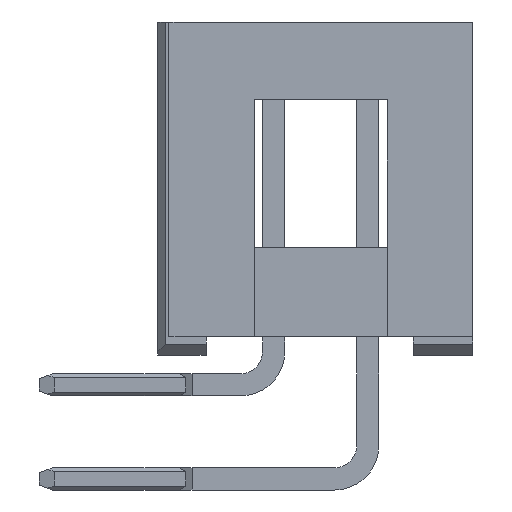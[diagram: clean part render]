
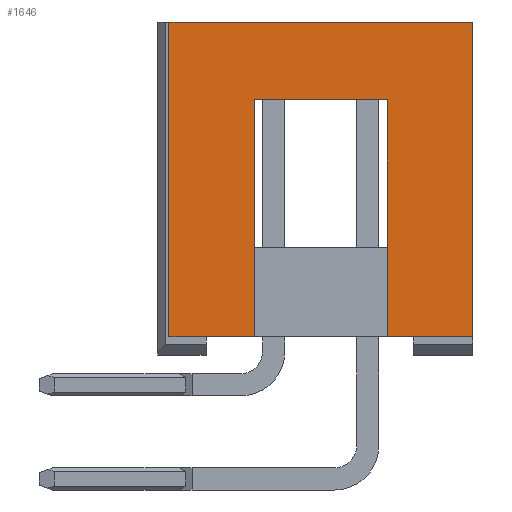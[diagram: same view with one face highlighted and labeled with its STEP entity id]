
A CAD part, left-side view. The second image highlights one B-rep face of the part: STEP entity #1646.
In plain terms, the highlighted planar face has unit normal (-1, 0, 0).
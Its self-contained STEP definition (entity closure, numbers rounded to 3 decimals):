
#65=CARTESIAN_POINT('',(-16.35,4.1,-2.4));
#66=VERTEX_POINT('',#65);
#67=CARTESIAN_POINT('',(-16.35,4.1,6.1));
#68=VERTEX_POINT('',#67);
#69=CARTESIAN_POINT('',(-16.35,4.1,-2.4));
#70=DIRECTION('',(0.,0.,1.));
#71=VECTOR('',#70,8.5);
#72=LINE('',#69,#71);
#73=EDGE_CURVE('',#66,#68,#72,.T.);
#1584=CARTESIAN_POINT('',(-16.35,0.,1.85));
#1585=DIRECTION('',(0.,-1.,0.));
#1586=DIRECTION('',(-1.,0.,0.));
#1587=AXIS2_PLACEMENT_3D('',#1584,#1586,#1585);
#1588=PLANE('',#1587);
#1589=ORIENTED_EDGE('',*,*,#73,.F.);
#1590=CARTESIAN_POINT('',(-16.35,1.8,-2.4));
#1591=VERTEX_POINT('',#1590);
#1592=CARTESIAN_POINT('',(-16.35,4.1,-2.4));
#1593=DIRECTION('',(0.,-1.,0.));
#1594=VECTOR('',#1593,2.3);
#1595=LINE('',#1592,#1594);
#1596=EDGE_CURVE('',#66,#1591,#1595,.T.);
#1597=ORIENTED_EDGE('',*,*,#1596,.T.);
#1598=CARTESIAN_POINT('',(-16.35,1.8,4.));
#1599=VERTEX_POINT('',#1598);
#1600=CARTESIAN_POINT('',(-16.35,1.8,-2.4));
#1601=DIRECTION('',(0.,0.,1.));
#1602=VECTOR('',#1601,6.4);
#1603=LINE('',#1600,#1602);
#1604=EDGE_CURVE('',#1591,#1599,#1603,.T.);
#1605=ORIENTED_EDGE('',*,*,#1604,.T.);
#1606=CARTESIAN_POINT('',(-16.35,-1.8,4.));
#1607=VERTEX_POINT('',#1606);
#1608=CARTESIAN_POINT('',(-16.35,1.8,4.));
#1609=DIRECTION('',(0.,-1.,0.));
#1610=VECTOR('',#1609,3.6);
#1611=LINE('',#1608,#1610);
#1612=EDGE_CURVE('',#1599,#1607,#1611,.T.);
#1613=ORIENTED_EDGE('',*,*,#1612,.T.);
#1614=CARTESIAN_POINT('',(-16.35,-1.8,-2.4));
#1615=VERTEX_POINT('',#1614);
#1616=CARTESIAN_POINT('',(-16.35,-1.8,4.));
#1617=DIRECTION('',(0.,0.,-1.));
#1618=VECTOR('',#1617,6.4);
#1619=LINE('',#1616,#1618);
#1620=EDGE_CURVE('',#1607,#1615,#1619,.T.);
#1621=ORIENTED_EDGE('',*,*,#1620,.T.);
#1622=CARTESIAN_POINT('',(-16.35,-4.1,-2.4));
#1623=VERTEX_POINT('',#1622);
#1624=CARTESIAN_POINT('',(-16.35,-1.8,-2.4));
#1625=DIRECTION('',(0.,-1.,0.));
#1626=VECTOR('',#1625,2.3);
#1627=LINE('',#1624,#1626);
#1628=EDGE_CURVE('',#1615,#1623,#1627,.T.);
#1629=ORIENTED_EDGE('',*,*,#1628,.T.);
#1630=CARTESIAN_POINT('',(-16.35,-4.1,6.1));
#1631=VERTEX_POINT('',#1630);
#1632=CARTESIAN_POINT('',(-16.35,-4.1,-2.4));
#1633=DIRECTION('',(0.,0.,1.));
#1634=VECTOR('',#1633,8.5);
#1635=LINE('',#1632,#1634);
#1636=EDGE_CURVE('',#1623,#1631,#1635,.T.);
#1637=ORIENTED_EDGE('',*,*,#1636,.T.);
#1638=CARTESIAN_POINT('',(-16.35,-4.1,6.1));
#1639=DIRECTION('',(0.,1.,0.));
#1640=VECTOR('',#1639,8.2);
#1641=LINE('',#1638,#1640);
#1642=EDGE_CURVE('',#1631,#68,#1641,.T.);
#1643=ORIENTED_EDGE('',*,*,#1642,.T.);
#1644=EDGE_LOOP('',(#1589,#1597,#1605,#1613,#1621,#1629,#1637,#1643));
#1645=FACE_OUTER_BOUND('',#1644,.T.);
#1646=ADVANCED_FACE('',(#1645),#1588,.T.);
